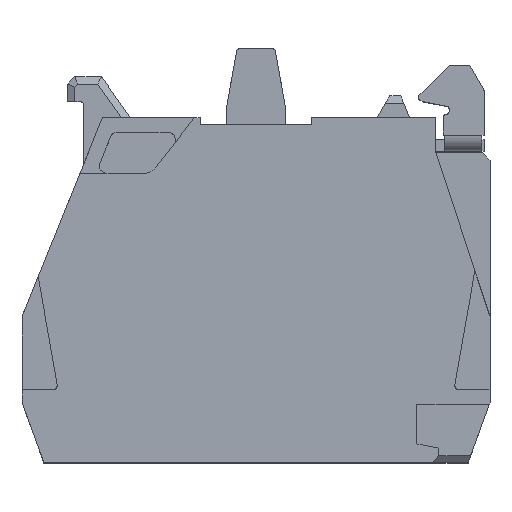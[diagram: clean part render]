
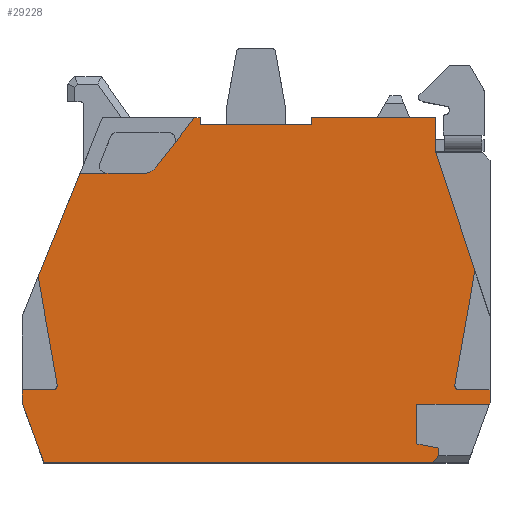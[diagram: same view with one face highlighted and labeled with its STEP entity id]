
A CAD part, top view. The second image highlights one B-rep face of the part: STEP entity #29228.
In plain terms, the highlighted planar face has unit normal (0, 0, 1).
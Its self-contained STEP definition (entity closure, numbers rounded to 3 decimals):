
#5928=DIRECTION('',(0.643,0.766,0.));
#5929=VECTOR('',#5928,0.622);
#5930=CARTESIAN_POINT('',(12.1,-12.05,9.8));
#5931=LINE('',#5930,#5929);
#5936=DIRECTION('',(-1.,0.,0.));
#5937=VECTOR('',#5936,4.956);
#5938=CARTESIAN_POINT('',(15.956,-8.05,9.8));
#5939=LINE('',#5938,#5937);
#5940=DIRECTION('',(0.,-1.,0.));
#5941=VECTOR('',#5940,2.708);
#5942=CARTESIAN_POINT('',(11.,-8.05,9.8));
#5943=LINE('',#5942,#5941);
#5944=DIRECTION('',(0.982,-0.191,0.));
#5945=VECTOR('',#5944,1.528);
#5946=CARTESIAN_POINT('',(11.,-10.758,9.8));
#5947=LINE('',#5946,#5945);
#5948=DIRECTION('',(0.,1.,0.));
#5949=VECTOR('',#5948,0.523);
#5950=CARTESIAN_POINT('',(12.5,-11.573,9.8));
#5951=LINE('',#5950,#5949);
#5952=DIRECTION('',(1.,0.,0.));
#5953=VECTOR('',#5952,26.6);
#5954=CARTESIAN_POINT('',(-14.5,-12.05,9.8));
#5955=LINE('',#5954,#5953);
#5956=DIRECTION('',(-0.342,0.94,0.));
#5957=VECTOR('',#5956,4.386);
#5958=CARTESIAN_POINT('',(-14.5,-12.05,9.8));
#5959=LINE('',#5958,#5957);
#5960=DIRECTION('',(0.,-1.,0.));
#5961=VECTOR('',#5960,0.879);
#5962=CARTESIAN_POINT('',(-16.,-7.05,9.8));
#5963=LINE('',#5962,#5961);
#5964=DIRECTION('',(1.,0.,0.));
#5965=VECTOR('',#5964,2.11);
#5966=CARTESIAN_POINT('',(-16.,-7.05,9.8));
#5967=LINE('',#5966,#5965);
#5968=CARTESIAN_POINT('',(-13.89,-6.75,9.8));
#5969=DIRECTION('',(0.,0.,1.));
#5970=DIRECTION('',(0.,-1.,0.));
#5971=AXIS2_PLACEMENT_3D('',#5968,#5969,#5970);
#5973=DIRECTION('',(-0.174,0.985,0.));
#5974=VECTOR('',#5973,7.485);
#5975=CARTESIAN_POINT('',(-13.595,-6.698,9.8));
#5976=LINE('',#5975,#5974);
#5977=DIRECTION('',(-0.375,-0.927,0.));
#5978=VECTOR('',#5977,7.633);
#5979=CARTESIAN_POINT('',(-12.035,7.75,9.8));
#5980=LINE('',#5979,#5978);
#5981=DIRECTION('',(-1.,0.,0.));
#5982=VECTOR('',#5981,4.379);
#5983=CARTESIAN_POINT('',(-7.657,7.75,9.8));
#5984=LINE('',#5983,#5982);
#5985=CARTESIAN_POINT('',(-7.657,8.75,9.8));
#5986=DIRECTION('',(0.,0.,-1.));
#5987=DIRECTION('',(0.788,-0.616,0.));
#5988=AXIS2_PLACEMENT_3D('',#5985,#5986,#5987);
#5990=DIRECTION('',(-0.616,-0.788,0.));
#5991=VECTOR('',#5990,4.335);
#5992=CARTESIAN_POINT('',(-4.2,11.55,9.8));
#5993=LINE('',#5992,#5991);
#5994=DIRECTION('',(-1.,0.,0.));
#5995=VECTOR('',#5994,0.4);
#5996=CARTESIAN_POINT('',(-3.8,11.55,9.8));
#5997=LINE('',#5996,#5995);
#5998=DIRECTION('',(0.,-1.,0.));
#5999=VECTOR('',#5998,0.5);
#6000=CARTESIAN_POINT('',(-3.8,11.55,9.8));
#6001=LINE('',#6000,#5999);
#6002=DIRECTION('',(1.,0.,0.));
#6003=VECTOR('',#6002,7.6);
#6004=CARTESIAN_POINT('',(-3.8,11.05,9.8));
#6005=LINE('',#6004,#6003);
#6006=DIRECTION('',(0.,-1.,0.));
#6007=VECTOR('',#6006,0.5);
#6008=CARTESIAN_POINT('',(3.8,11.55,9.8));
#6009=LINE('',#6008,#6007);
#6010=DIRECTION('',(1.,0.,0.));
#6011=VECTOR('',#6010,8.5);
#6012=CARTESIAN_POINT('',(3.8,11.55,9.8));
#6013=LINE('',#6012,#6011);
#6014=DIRECTION('',(0.,1.,0.));
#6015=VECTOR('',#6014,2.4);
#6016=CARTESIAN_POINT('',(12.3,9.15,9.8));
#6017=LINE('',#6016,#6015);
#6018=DIRECTION('',(-0.313,0.95,0.));
#6019=VECTOR('',#6018,8.505);
#6020=CARTESIAN_POINT('',(14.965,1.073,9.8));
#6021=LINE('',#6020,#6019);
#6022=DIRECTION('',(-0.174,-0.985,0.));
#6023=VECTOR('',#6022,7.891);
#6024=CARTESIAN_POINT('',(14.965,1.073,9.8));
#6025=LINE('',#6024,#6023);
#6026=CARTESIAN_POINT('',(13.89,-6.75,9.8));
#6027=DIRECTION('',(0.,0.,1.));
#6028=DIRECTION('',(-0.985,0.174,0.));
#6029=AXIS2_PLACEMENT_3D('',#6026,#6027,#6028);
#6031=DIRECTION('',(-1.,0.,0.));
#6032=VECTOR('',#6031,2.11);
#6033=CARTESIAN_POINT('',(16.,-7.05,9.8));
#6034=LINE('',#6033,#6032);
#6035=DIRECTION('',(0.,1.,0.));
#6036=VECTOR('',#6035,0.879);
#6037=CARTESIAN_POINT('',(16.,-7.929,9.8));
#6038=LINE('',#6037,#6036);
#6039=DIRECTION('',(-0.342,-0.94,0.));
#6040=VECTOR('',#6039,0.129);
#6041=CARTESIAN_POINT('',(16.,-7.929,9.8));
#6042=LINE('',#6041,#6040);
#18619=CARTESIAN_POINT('',(-3.8,11.55,9.8));
#18620=CARTESIAN_POINT('',(-3.8,11.05,9.8));
#18621=VERTEX_POINT('',#18619);
#18622=VERTEX_POINT('',#18620);
#18623=CARTESIAN_POINT('',(3.8,11.05,9.8));
#18624=VERTEX_POINT('',#18623);
#18625=CARTESIAN_POINT('',(3.8,11.55,9.8));
#18626=VERTEX_POINT('',#18625);
#18627=CARTESIAN_POINT('',(-4.2,11.55,9.8));
#18628=CARTESIAN_POINT('',(-6.869,8.134,9.8));
#18629=VERTEX_POINT('',#18627);
#18630=VERTEX_POINT('',#18628);
#18631=CARTESIAN_POINT('',(-7.657,7.75,9.8));
#18632=CARTESIAN_POINT('',(-12.035,7.75,9.8));
#18633=VERTEX_POINT('',#18631);
#18634=VERTEX_POINT('',#18632);
#18721=CARTESIAN_POINT('',(-14.5,-12.05,9.8));
#18722=CARTESIAN_POINT('',(-16.,-7.929,9.8));
#18723=VERTEX_POINT('',#18721);
#18724=VERTEX_POINT('',#18722);
#18759=CARTESIAN_POINT('',(15.956,-8.05,9.8));
#18760=CARTESIAN_POINT('',(11.,-8.05,9.8));
#18761=VERTEX_POINT('',#18759);
#18762=VERTEX_POINT('',#18760);
#18763=CARTESIAN_POINT('',(11.,-10.758,9.8));
#18764=VERTEX_POINT('',#18763);
#18765=CARTESIAN_POINT('',(12.5,-11.05,9.8));
#18766=VERTEX_POINT('',#18765);
#18769=CARTESIAN_POINT('',(16.,-7.929,9.8));
#18770=VERTEX_POINT('',#18769);
#18771=CARTESIAN_POINT('',(12.1,-12.05,9.8));
#18773=VERTEX_POINT('',#18771);
#18775=CARTESIAN_POINT('',(12.5,-11.573,9.8));
#18777=VERTEX_POINT('',#18775);
#18805=CARTESIAN_POINT('',(-16.,-7.05,9.8));
#18806=CARTESIAN_POINT('',(-13.89,-7.05,9.8));
#18807=VERTEX_POINT('',#18805);
#18808=VERTEX_POINT('',#18806);
#18809=CARTESIAN_POINT('',(-13.595,-6.698,9.8));
#18810=CARTESIAN_POINT('',(-14.895,0.673,9.8));
#18811=VERTEX_POINT('',#18809);
#18812=VERTEX_POINT('',#18810);
#18813=CARTESIAN_POINT('',(14.965,1.073,9.8));
#18814=CARTESIAN_POINT('',(13.595,-6.698,9.8));
#18815=VERTEX_POINT('',#18813);
#18816=VERTEX_POINT('',#18814);
#18823=CARTESIAN_POINT('',(13.89,-7.05,9.8));
#18824=VERTEX_POINT('',#18823);
#18825=CARTESIAN_POINT('',(16.,-7.05,9.8));
#18826=VERTEX_POINT('',#18825);
#18891=CARTESIAN_POINT('',(12.3,9.15,9.8));
#18892=CARTESIAN_POINT('',(12.3,11.55,9.8));
#18893=VERTEX_POINT('',#18891);
#18894=VERTEX_POINT('',#18892);
#29176=CARTESIAN_POINT('',(0.,0.,9.8));
#29177=DIRECTION('',(0.,0.,1.));
#29178=DIRECTION('',(1.,0.,0.));
#29179=AXIS2_PLACEMENT_3D('',#29176,#29177,#29178);
#29180=PLANE('',#29179);
#29182=ORIENTED_EDGE('',*,*,#29181,.T.);
#29184=ORIENTED_EDGE('',*,*,#29183,.T.);
#29186=ORIENTED_EDGE('',*,*,#29185,.T.);
#29188=ORIENTED_EDGE('',*,*,#29187,.F.);
#29189=ORIENTED_EDGE('',*,*,#29168,.F.);
#29190=ORIENTED_EDGE('',*,*,#23998,.F.);
#29191=ORIENTED_EDGE('',*,*,#24078,.T.);
#29192=ORIENTED_EDGE('',*,*,#24213,.F.);
#29194=ORIENTED_EDGE('',*,*,#29193,.T.);
#29196=ORIENTED_EDGE('',*,*,#29195,.T.);
#29198=ORIENTED_EDGE('',*,*,#29197,.T.);
#29200=ORIENTED_EDGE('',*,*,#29199,.F.);
#29202=ORIENTED_EDGE('',*,*,#29201,.F.);
#29204=ORIENTED_EDGE('',*,*,#29203,.F.);
#29206=ORIENTED_EDGE('',*,*,#29205,.F.);
#29208=ORIENTED_EDGE('',*,*,#29207,.F.);
#29210=ORIENTED_EDGE('',*,*,#29209,.T.);
#29211=ORIENTED_EDGE('',*,*,#26857,.T.);
#29212=ORIENTED_EDGE('',*,*,#26902,.F.);
#29213=ORIENTED_EDGE('',*,*,#26917,.T.);
#29214=ORIENTED_EDGE('',*,*,#26984,.F.);
#29216=ORIENTED_EDGE('',*,*,#29215,.F.);
#29218=ORIENTED_EDGE('',*,*,#29217,.T.);
#29220=ORIENTED_EDGE('',*,*,#29219,.T.);
#29222=ORIENTED_EDGE('',*,*,#29221,.F.);
#29224=ORIENTED_EDGE('',*,*,#29223,.F.);
#29225=ORIENTED_EDGE('',*,*,#29125,.T.);
#29226=EDGE_LOOP('',(#29182,#29184,#29186,#29188,#29189,#29190,#29191,#29192,
#29194,#29196,#29198,#29200,#29202,#29204,#29206,#29208,#29210,#29211,#29212,
#29213,#29214,#29216,#29218,#29220,#29222,#29224,#29225));
#29227=FACE_OUTER_BOUND('',#29226,.F.);
#29228=ADVANCED_FACE('',(#29227),#29180,.T.);
#5972=CIRCLE('',#5971,0.3);
#5989=CIRCLE('',#5988,1.);
#6030=CIRCLE('',#6029,0.3);
#23998=EDGE_CURVE('',#18723,#18773,#5955,.T.);
#24078=EDGE_CURVE('',#18723,#18724,#5959,.T.);
#24213=EDGE_CURVE('',#18807,#18724,#5963,.T.);
#26857=EDGE_CURVE('',#18622,#18624,#6005,.T.);
#26902=EDGE_CURVE('',#18626,#18624,#6009,.T.);
#26917=EDGE_CURVE('',#18626,#18894,#6013,.T.);
#26984=EDGE_CURVE('',#18893,#18894,#6017,.T.);
#29125=EDGE_CURVE('',#18770,#18761,#6042,.T.);
#29168=EDGE_CURVE('',#18773,#18777,#5931,.T.);
#29181=EDGE_CURVE('',#18761,#18762,#5939,.T.);
#29183=EDGE_CURVE('',#18762,#18764,#5943,.T.);
#29185=EDGE_CURVE('',#18764,#18766,#5947,.T.);
#29187=EDGE_CURVE('',#18777,#18766,#5951,.T.);
#29193=EDGE_CURVE('',#18807,#18808,#5967,.T.);
#29195=EDGE_CURVE('',#18808,#18811,#5972,.T.);
#29197=EDGE_CURVE('',#18811,#18812,#5976,.T.);
#29199=EDGE_CURVE('',#18634,#18812,#5980,.T.);
#29201=EDGE_CURVE('',#18633,#18634,#5984,.T.);
#29203=EDGE_CURVE('',#18630,#18633,#5989,.T.);
#29205=EDGE_CURVE('',#18629,#18630,#5993,.T.);
#29207=EDGE_CURVE('',#18621,#18629,#5997,.T.);
#29209=EDGE_CURVE('',#18621,#18622,#6001,.T.);
#29215=EDGE_CURVE('',#18815,#18893,#6021,.T.);
#29217=EDGE_CURVE('',#18815,#18816,#6025,.T.);
#29219=EDGE_CURVE('',#18816,#18824,#6030,.T.);
#29221=EDGE_CURVE('',#18826,#18824,#6034,.T.);
#29223=EDGE_CURVE('',#18770,#18826,#6038,.T.);
